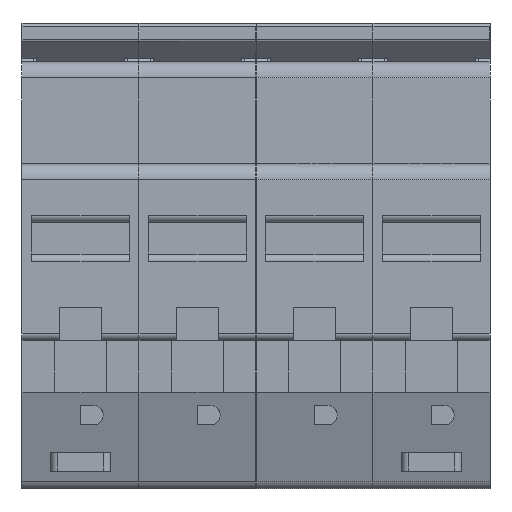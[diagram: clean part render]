
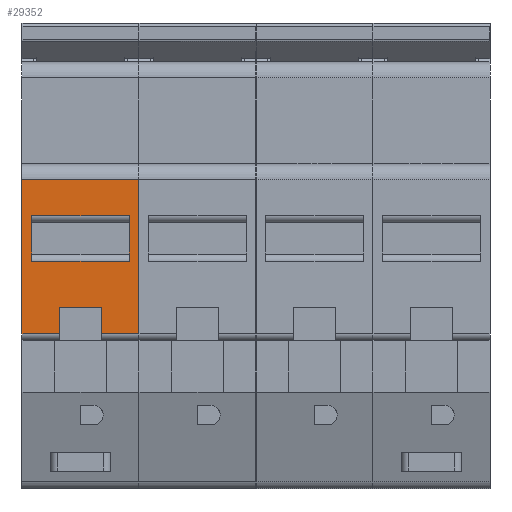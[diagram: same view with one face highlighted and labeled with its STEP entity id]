
A CAD part, front view. The second image highlights one B-rep face of the part: STEP entity #29352.
In plain terms, the highlighted planar face has unit normal (0, -1, 0).
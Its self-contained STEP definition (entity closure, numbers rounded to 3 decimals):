
#213 = VECTOR ( 'NONE', #25821, 1000. ) ;
#247 = CARTESIAN_POINT ( 'NONE',  ( -4.717, -29.64, -0.784 ) ) ;
#413 = CARTESIAN_POINT ( 'NONE',  ( -4.717, -29.64, 6.216 ) ) ;
#449 = ORIENTED_EDGE ( 'NONE', *, *, #17045, .T. ) ;
#1458 = LINE ( 'NONE', #30109, #26105 ) ;
#1601 = DIRECTION ( 'NONE',  ( -1., 0., 0. ) ) ;
#2357 = DIRECTION ( 'NONE',  ( 0., 1., 0. ) ) ;
#2706 = FACE_OUTER_BOUND ( 'NONE', #14421, .T. ) ;
#2784 = ORIENTED_EDGE ( 'NONE', *, *, #10551, .T. ) ;
#3916 = DIRECTION ( 'NONE',  ( 1., 0., 0. ) ) ;
#4106 = EDGE_CURVE ( 'NONE', #25980, #25396, #11961, .T. ) ;
#4347 = VERTEX_POINT ( 'NONE', #30190 ) ;
#4544 = CARTESIAN_POINT ( 'NONE',  ( -8.967, -29.64, -11.984 ) ) ;
#4754 = CARTESIAN_POINT ( 'NONE',  ( -3.217, -29.64, 11.716 ) ) ;
#4859 = CARTESIAN_POINT ( 'NONE',  ( -15.467, -29.64, -7.984 ) ) ;
#5125 = EDGE_CURVE ( 'NONE', #11544, #21656, #18671, .T. ) ;
#5577 = DIRECTION ( 'NONE',  ( 0., 0., -1. ) ) ;
#6228 = VERTEX_POINT ( 'NONE', #6996 ) ;
#6259 = VECTOR ( 'NONE', #21908, 1000. ) ;
#6984 = ORIENTED_EDGE ( 'NONE', *, *, #16163, .F. ) ;
#6996 = CARTESIAN_POINT ( 'NONE',  ( -21.217, -29.64, 11.716 ) ) ;
#7151 = PLANE ( 'NONE',  #16158 ) ;
#8565 = EDGE_CURVE ( 'NONE', #20267, #24930, #11470, .T. ) ;
#8807 = ORIENTED_EDGE ( 'NONE', *, *, #8968, .T. ) ;
#8877 = CARTESIAN_POINT ( 'NONE',  ( -3.217, -29.64, -11.984 ) ) ;
#8968 = EDGE_CURVE ( 'NONE', #20267, #6228, #17418, .T. ) ;
#9246 = CARTESIAN_POINT ( 'NONE',  ( -4.717, -29.64, 5.216 ) ) ;
#9486 = CARTESIAN_POINT ( 'NONE',  ( -15.467, -29.64, -7.984 ) ) ;
#9678 = CARTESIAN_POINT ( 'NONE',  ( -19.717, -29.64, 5.216 ) ) ;
#10551 = EDGE_CURVE ( 'NONE', #14654, #21656, #12673, .T. ) ;
#11005 = VECTOR ( 'NONE', #26143, 1000. ) ;
#11183 = VECTOR ( 'NONE', #23079, 1000. ) ;
#11310 = CARTESIAN_POINT ( 'NONE',  ( -21.217, -29.64, -11.984 ) ) ;
#11470 = LINE ( 'NONE', #28720, #17146 ) ;
#11544 = VERTEX_POINT ( 'NONE', #247 ) ;
#11961 = LINE ( 'NONE', #8877, #11183 ) ;
#12009 = LINE ( 'NONE', #12698, #23841 ) ;
#12097 = DIRECTION ( 'NONE',  ( 0., 0., -1. ) ) ;
#12417 = CARTESIAN_POINT ( 'NONE',  ( -3.217, -29.64, 6.216 ) ) ;
#12493 = LINE ( 'NONE', #22698, #30556 ) ;
#12673 = LINE ( 'NONE', #12417, #6259 ) ;
#12698 = CARTESIAN_POINT ( 'NONE',  ( -15.467, -29.64, -12.984 ) ) ;
#12898 = EDGE_CURVE ( 'NONE', #28795, #24930, #28871, .T. ) ;
#13150 = CARTESIAN_POINT ( 'NONE',  ( -8.967, -29.64, -7.984 ) ) ;
#13736 = VECTOR ( 'NONE', #28408, 1000. ) ;
#13923 = ORIENTED_EDGE ( 'NONE', *, *, #20830, .F. ) ;
#14421 = EDGE_LOOP ( 'NONE', ( #16881, #8807, #21498, #26900, #26299, #13923, #6984, #26870 ) ) ;
#14652 = DIRECTION ( 'NONE',  ( 0., 0., -1. ) ) ;
#14654 = VERTEX_POINT ( 'NONE', #18673 ) ;
#14819 = FACE_BOUND ( 'NONE', #22840, .T. ) ;
#15372 = VERTEX_POINT ( 'NONE', #4859 ) ;
#15387 = EDGE_CURVE ( 'NONE', #14654, #4347, #22604, .T. ) ;
#15519 = VERTEX_POINT ( 'NONE', #13150 ) ;
#15833 = DIRECTION ( 'NONE',  ( 0., 0., 1. ) ) ;
#16158 = AXIS2_PLACEMENT_3D ( 'NONE', #16834, #2357, #19150 ) ;
#16163 = EDGE_CURVE ( 'NONE', #28795, #15519, #12493, .T. ) ;
#16343 = CARTESIAN_POINT ( 'NONE',  ( -15.467, -29.64, -11.984 ) ) ;
#16429 = VECTOR ( 'NONE', #12097, 1000. ) ;
#16834 = CARTESIAN_POINT ( 'NONE',  ( -3.217, -29.64, 14.216 ) ) ;
#16881 = ORIENTED_EDGE ( 'NONE', *, *, #8565, .F. ) ;
#17045 = EDGE_CURVE ( 'NONE', #11544, #4347, #1458, .T. ) ;
#17146 = VECTOR ( 'NONE', #14652, 1000. ) ;
#17147 = LINE ( 'NONE', #19998, #29560 ) ;
#17418 = LINE ( 'NONE', #4754, #11005 ) ;
#18671 = LINE ( 'NONE', #9246, #213 ) ;
#18673 = CARTESIAN_POINT ( 'NONE',  ( -19.717, -29.64, 6.216 ) ) ;
#19150 = DIRECTION ( 'NONE',  ( 0., 0., 1. ) ) ;
#19401 = CARTESIAN_POINT ( 'NONE',  ( -3.217, -29.64, 11.716 ) ) ;
#19998 = CARTESIAN_POINT ( 'NONE',  ( -21.217, -29.64, 14.216 ) ) ;
#20267 = VERTEX_POINT ( 'NONE', #19401 ) ;
#20644 = CARTESIAN_POINT ( 'NONE',  ( -3.217, -29.64, -11.984 ) ) ;
#20830 = EDGE_CURVE ( 'NONE', #15519, #15372, #26223, .T. ) ;
#21498 = ORIENTED_EDGE ( 'NONE', *, *, #26887, .T. ) ;
#21656 = VERTEX_POINT ( 'NONE', #413 ) ;
#21908 = DIRECTION ( 'NONE',  ( 1., 0., 0. ) ) ;
#22400 = EDGE_CURVE ( 'NONE', #15372, #25396, #12009, .T. ) ;
#22604 = LINE ( 'NONE', #9678, #16429 ) ;
#22698 = CARTESIAN_POINT ( 'NONE',  ( -8.967, -29.64, -12.984 ) ) ;
#22840 = EDGE_LOOP ( 'NONE', ( #27357, #449, #28943, #2784 ) ) ;
#23079 = DIRECTION ( 'NONE',  ( 1., 0., 0. ) ) ;
#23841 = VECTOR ( 'NONE', #24436, 1000. ) ;
#24436 = DIRECTION ( 'NONE',  ( 0., 0., -1. ) ) ;
#24930 = VERTEX_POINT ( 'NONE', #29551 ) ;
#25396 = VERTEX_POINT ( 'NONE', #16343 ) ;
#25821 = DIRECTION ( 'NONE',  ( 0., 0., 1. ) ) ;
#25980 = VERTEX_POINT ( 'NONE', #11310 ) ;
#26105 = VECTOR ( 'NONE', #1601, 1000. ) ;
#26143 = DIRECTION ( 'NONE',  ( -1., 0., 0. ) ) ;
#26223 = LINE ( 'NONE', #9486, #13736 ) ;
#26299 = ORIENTED_EDGE ( 'NONE', *, *, #22400, .F. ) ;
#26870 = ORIENTED_EDGE ( 'NONE', *, *, #12898, .T. ) ;
#26887 = EDGE_CURVE ( 'NONE', #6228, #25980, #17147, .T. ) ;
#26900 = ORIENTED_EDGE ( 'NONE', *, *, #4106, .T. ) ;
#27357 = ORIENTED_EDGE ( 'NONE', *, *, #5125, .F. ) ;
#28135 = VECTOR ( 'NONE', #3916, 1000. ) ;
#28408 = DIRECTION ( 'NONE',  ( -1., 0., 0. ) ) ;
#28720 = CARTESIAN_POINT ( 'NONE',  ( -3.217, -29.64, 14.216 ) ) ;
#28795 = VERTEX_POINT ( 'NONE', #4544 ) ;
#28871 = LINE ( 'NONE', #20644, #28135 ) ;
#28943 = ORIENTED_EDGE ( 'NONE', *, *, #15387, .F. ) ;
#29352 = ADVANCED_FACE ( 'NONE', ( #14819, #2706 ), #7151, .F. ) ;
#29551 = CARTESIAN_POINT ( 'NONE',  ( -3.217, -29.64, -11.984 ) ) ;
#29560 = VECTOR ( 'NONE', #5577, 1000. ) ;
#30109 = CARTESIAN_POINT ( 'NONE',  ( -3.217, -29.64, -0.784 ) ) ;
#30190 = CARTESIAN_POINT ( 'NONE',  ( -19.717, -29.64, -0.784 ) ) ;
#30556 = VECTOR ( 'NONE', #15833, 1000. ) ;
